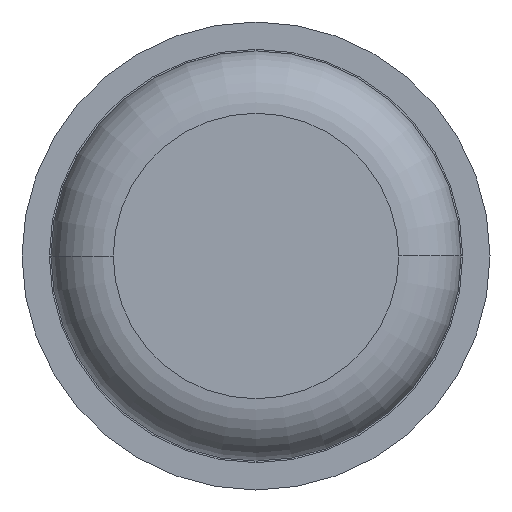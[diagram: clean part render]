
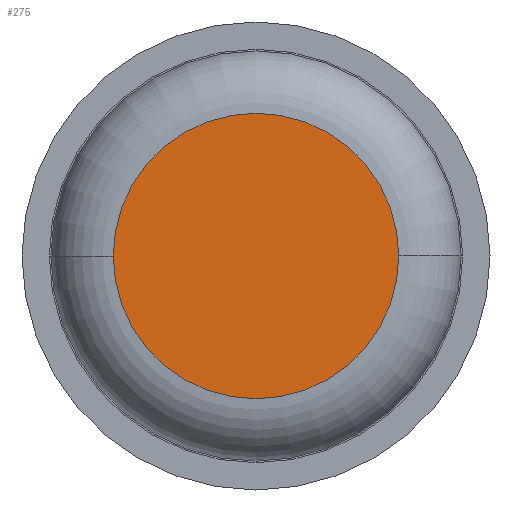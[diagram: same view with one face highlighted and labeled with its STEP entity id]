
A CAD part, front view. The second image highlights one B-rep face of the part: STEP entity #275.
In plain terms, the highlighted planar face has unit normal (0, -1, 0).
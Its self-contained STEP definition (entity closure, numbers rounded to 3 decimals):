
#147 = CARTESIAN_POINT ( 'NONE',  ( 0., 0., 0. ) ) ;
#178 = DIRECTION ( 'NONE',  ( -1., 0., 0. ) ) ;
#225 = DIRECTION ( 'NONE',  ( -1., 0., 0. ) ) ;
#275 = ADVANCED_FACE ( 'Defeature ausgef�hrt1_6', ( #2534 ), #3800, .F. ) ;
#521 = AXIS2_PLACEMENT_3D ( 'NONE', #147, #2285, #178 ) ;
#539 = ORIENTED_EDGE ( 'NONE', *, *, #3457, .T. ) ;
#544 = CIRCLE ( 'NONE', #521, 0.915 ) ;
#590 = ORIENTED_EDGE ( 'NONE', *, *, #1202, .T. ) ;
#740 = AXIS2_PLACEMENT_3D ( 'NONE', #1413, #2897, #225 ) ;
#1011 = CARTESIAN_POINT ( 'NONE',  ( 0., 0., 0. ) ) ;
#1025 = DIRECTION ( 'NONE',  ( 0., -1., 0. ) ) ;
#1087 = VERTEX_POINT ( 'NONE', #3637 ) ;
#1202 = EDGE_CURVE ( 'Defeature ausgef�hrt1_6+Defeature ausgef�hrt1_7+Defeature ausgef�hrt1_7+Defeature ausgef�hrt1_7', #1087, #1318, #1449, .T. ) ;
#1318 = VERTEX_POINT ( 'NONE', #3191 ) ;
#1413 = CARTESIAN_POINT ( 'NONE',  ( 0., 0., 0. ) ) ;
#1449 = CIRCLE ( 'NONE', #3508, 0.915 ) ;
#1582 = DIRECTION ( 'NONE',  ( -1., 0., 0. ) ) ;
#2285 = DIRECTION ( 'NONE',  ( 0., -1., 0. ) ) ;
#2534 = FACE_OUTER_BOUND ( 'NONE', #3054, .T. ) ;
#2897 = DIRECTION ( 'NONE',  ( 0., 1., 0. ) ) ;
#3054 = EDGE_LOOP ( 'NONE', ( #590, #539 ) ) ;
#3191 = CARTESIAN_POINT ( 'NONE',  ( 0.915, 0., 0. ) ) ;
#3457 = EDGE_CURVE ( 'Defeature ausgef�hrt1_6+Defeature ausgef�hrt1_7+Defeature ausgef�hrt1_7+Defeature ausgef�hrt1_7', #1318, #1087, #544, .T. ) ;
#3508 = AXIS2_PLACEMENT_3D ( 'NONE', #1011, #1025, #1582 ) ;
#3637 = CARTESIAN_POINT ( 'NONE',  ( -0.915, 0., 0. ) ) ;
#3800 = PLANE ( 'NONE',  #740 ) ;
